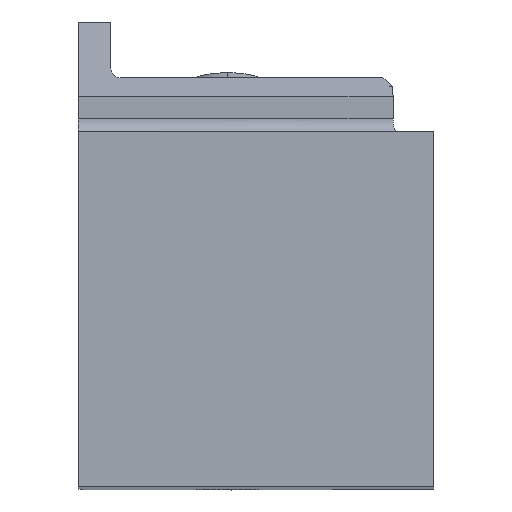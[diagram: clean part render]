
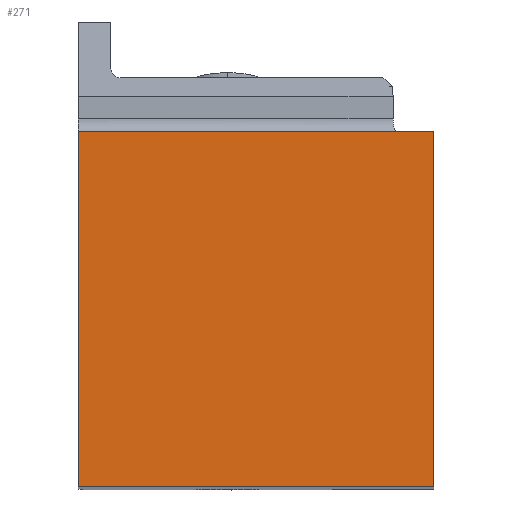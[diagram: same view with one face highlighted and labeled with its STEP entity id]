
A CAD part, top view. The second image highlights one B-rep face of the part: STEP entity #271.
In plain terms, the highlighted planar face has unit normal (0, 0, 1).
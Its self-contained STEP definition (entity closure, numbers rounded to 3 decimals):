
#271=ADVANCED_FACE('',(#454),#327,.T.);
#327=PLANE('',#3033);
#454=FACE_OUTER_BOUND('',#589,.T.);
#589=EDGE_LOOP('',(#1351,#1352,#1353,#1354));
#1351=ORIENTED_EDGE('',*,*,#1747,.F.);
#1352=ORIENTED_EDGE('',*,*,#1732,.F.);
#1353=ORIENTED_EDGE('',*,*,#1736,.F.);
#1354=ORIENTED_EDGE('',*,*,#1740,.F.);
#1437=VERTEX_POINT('',#4582);
#1438=VERTEX_POINT('',#4583);
#1441=VERTEX_POINT('',#4591);
#1444=VERTEX_POINT('',#4599);
#1732=EDGE_CURVE('',#1437,#1438,#2359,.T.);
#1736=EDGE_CURVE('',#1441,#1437,#2363,.T.);
#1740=EDGE_CURVE('',#1444,#1441,#2367,.T.);
#1747=EDGE_CURVE('',#1438,#1444,#2373,.T.);
#2359=LINE('',#4581,#2568);
#2363=LINE('',#4590,#2572);
#2367=LINE('',#4598,#2576);
#2373=LINE('',#4612,#2582);
#2568=VECTOR('',#3225,1.);
#2572=VECTOR('',#3231,1.);
#2576=VECTOR('',#3237,1.);
#2582=VECTOR('',#3247,1.);
#3033=AXIS2_PLACEMENT_3D('',#5596,#3728,#3729);
#3225=DIRECTION('',(0.,-1.,0.));
#3231=DIRECTION('',(1.,0.,0.));
#3237=DIRECTION('',(0.,1.,0.));
#3247=DIRECTION('',(-1.,0.,0.));
#3728=DIRECTION('',(0.,0.,1.));
#3729=DIRECTION('',(-1.,0.,0.));
#4581=CARTESIAN_POINT('',(0.,19.05,0.));
#4582=CARTESIAN_POINT('',(0.,19.05,0.));
#4583=CARTESIAN_POINT('',(0.,0.,0.));
#4590=CARTESIAN_POINT('',(-19.05,19.05,0.));
#4591=CARTESIAN_POINT('',(-19.05,19.05,0.));
#4598=CARTESIAN_POINT('',(-19.05,0.,0.));
#4599=CARTESIAN_POINT('',(-19.05,0.,0.));
#4612=CARTESIAN_POINT('',(0.,0.,0.));
#5596=CARTESIAN_POINT('',(-9.525,9.525,0.));
